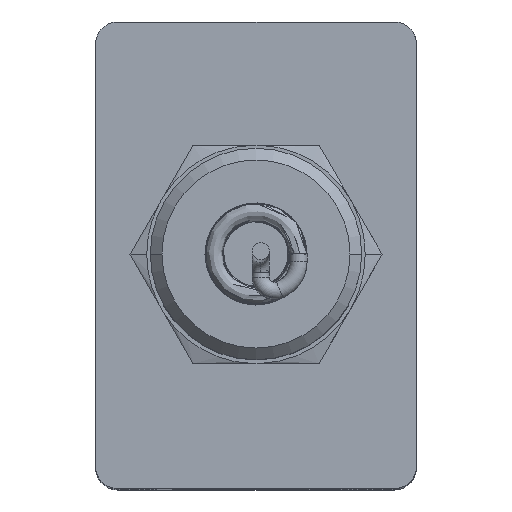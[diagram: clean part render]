
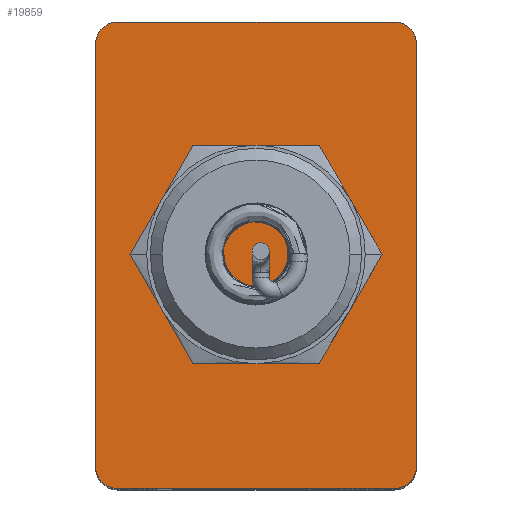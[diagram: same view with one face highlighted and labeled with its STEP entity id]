
A CAD part, top view. The second image highlights one B-rep face of the part: STEP entity #19859.
In plain terms, the highlighted planar face has unit normal (0, 0, 1).
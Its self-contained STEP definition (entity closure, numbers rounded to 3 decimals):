
#154=CARTESIAN_POINT('',(-10.561,15.561,24.75));
#155=VERTEX_POINT('',#154);
#177=CARTESIAN_POINT('',(-11.0,14.5,24.75));
#178=VERTEX_POINT('',#177);
#185=CARTESIAN_POINT('',(-9.5,14.5,24.75));
#186=DIRECTION('',(0.0,0.0,-1.));
#187=DIRECTION('',(-0.707,0.707,0.0));
#188=AXIS2_PLACEMENT_3D('',#185,#186,#187);
#189=CIRCLE('',#188,1.5);
#190=EDGE_CURVE('',#178,#155,#189,.T.);
#873=CARTESIAN_POINT('',(10.561,-15.561,24.75));
#874=VERTEX_POINT('',#873);
#904=CARTESIAN_POINT('',(11.,-14.5,24.75));
#905=VERTEX_POINT('',#904);
#912=CARTESIAN_POINT('',(9.5,-14.5,24.75));
#913=DIRECTION('',(0.0,0.0,-1.));
#914=DIRECTION('',(0.707,-0.707,0.0));
#915=AXIS2_PLACEMENT_3D('',#912,#913,#914);
#916=CIRCLE('',#915,1.5);
#917=EDGE_CURVE('',#905,#874,#916,.T.);
#929=CARTESIAN_POINT('',(10.561,15.561,24.75));
#930=VERTEX_POINT('',#929);
#950=CARTESIAN_POINT('',(9.5,16.,24.75));
#951=VERTEX_POINT('',#950);
#958=CARTESIAN_POINT('',(9.5,14.5,24.75));
#959=DIRECTION('',(0.0,0.0,-1.));
#960=DIRECTION('',(0.707,0.707,0.0));
#961=AXIS2_PLACEMENT_3D('',#958,#959,#960);
#962=CIRCLE('',#961,1.5);
#963=EDGE_CURVE('',#951,#930,#962,.T.);
#1138=CARTESIAN_POINT('',(-10.561,-15.561,24.75));
#1139=VERTEX_POINT('',#1138);
#1186=CARTESIAN_POINT('',(-9.5,-16.,24.75));
#1187=VERTEX_POINT('',#1186);
#1194=CARTESIAN_POINT('',(-9.5,-14.5,24.75));
#1195=DIRECTION('',(0.0,0.0,-1.));
#1196=DIRECTION('',(-0.707,-0.707,0.0));
#1197=AXIS2_PLACEMENT_3D('',#1194,#1195,#1196);
#1198=CIRCLE('',#1197,1.5);
#1199=EDGE_CURVE('',#1187,#1139,#1198,.T.);
#19119=CARTESIAN_POINT('',(-11.0,-14.5,24.75));
#19120=VERTEX_POINT('',#19119);
#19127=CARTESIAN_POINT('',(-11.0,-14.5,24.75));
#19128=DIRECTION('',(0.0,1.0,0.0));
#19129=VECTOR('',#19128,29.0);
#19130=LINE('',#19127,#19129);
#19131=EDGE_CURVE('',#19120,#178,#19130,.T.);
#19188=CARTESIAN_POINT('',(-9.5,-14.5,24.75));
#19189=DIRECTION('',(0.0,0.0,-1.));
#19190=DIRECTION('',(-0.707,-0.707,0.0));
#19191=AXIS2_PLACEMENT_3D('',#19188,#19189,#19190);
#19192=CIRCLE('',#19191,1.5);
#19193=EDGE_CURVE('',#1139,#19120,#19192,.T.);
#19367=CARTESIAN_POINT('',(11.,14.5,24.75));
#19368=VERTEX_POINT('',#19367);
#19375=CARTESIAN_POINT('',(11.,14.5,24.75));
#19376=DIRECTION('',(0.0,-1.0,0.0));
#19377=VECTOR('',#19376,29.0);
#19378=LINE('',#19375,#19377);
#19379=EDGE_CURVE('',#19368,#905,#19378,.T.);
#19468=CARTESIAN_POINT('',(9.5,14.5,24.75));
#19469=DIRECTION('',(0.0,0.0,-1.));
#19470=DIRECTION('',(0.707,0.707,0.0));
#19471=AXIS2_PLACEMENT_3D('',#19468,#19469,#19470);
#19472=CIRCLE('',#19471,1.5);
#19473=EDGE_CURVE('',#930,#19368,#19472,.T.);
#19486=CARTESIAN_POINT('',(9.5,-16.,24.75));
#19487=VERTEX_POINT('',#19486);
#19488=CARTESIAN_POINT('',(9.5,-14.5,24.75));
#19489=DIRECTION('',(0.0,0.0,-1.));
#19490=DIRECTION('',(0.707,-0.707,0.0));
#19491=AXIS2_PLACEMENT_3D('',#19488,#19489,#19490);
#19492=CIRCLE('',#19491,1.5);
#19493=EDGE_CURVE('',#874,#19487,#19492,.T.);
#19670=CARTESIAN_POINT('',(-9.5,16.,24.75));
#19671=VERTEX_POINT('',#19670);
#19678=CARTESIAN_POINT('',(-9.5,16.,24.75));
#19679=DIRECTION('',(1.0,0.0,0.0));
#19680=VECTOR('',#19679,19.0);
#19681=LINE('',#19678,#19680);
#19682=EDGE_CURVE('',#19671,#951,#19681,.T.);
#19755=CARTESIAN_POINT('',(9.5,-16.,24.75));
#19756=DIRECTION('',(-1.0,0.0,0.0));
#19757=VECTOR('',#19756,19.);
#19758=LINE('',#19755,#19757);
#19759=EDGE_CURVE('',#19487,#1187,#19758,.T.);
#19834=CARTESIAN_POINT('',(0.,0.,24.75));
#19835=DIRECTION('',(0.0,0.0,1.0));
#19836=DIRECTION('',(1.0,0.0,0.0));
#19837=AXIS2_PLACEMENT_3D('',#19834,#19835,#19836);
#19838=PLANE('',#19837);
#19839=ORIENTED_EDGE('',*,*,#1199,.F.);
#19840=ORIENTED_EDGE('',*,*,#19759,.F.);
#19841=ORIENTED_EDGE('',*,*,#19493,.F.);
#19842=ORIENTED_EDGE('',*,*,#917,.F.);
#19843=ORIENTED_EDGE('',*,*,#19379,.F.);
#19844=ORIENTED_EDGE('',*,*,#19473,.F.);
#19845=ORIENTED_EDGE('',*,*,#963,.F.);
#19846=ORIENTED_EDGE('',*,*,#19682,.F.);
#19847=CARTESIAN_POINT('',(-9.5,14.5,24.75));
#19848=DIRECTION('',(0.0,0.0,-1.));
#19849=DIRECTION('',(-0.707,0.707,0.0));
#19850=AXIS2_PLACEMENT_3D('',#19847,#19848,#19849);
#19851=CIRCLE('',#19850,1.5);
#19852=EDGE_CURVE('',#155,#19671,#19851,.T.);
#19853=ORIENTED_EDGE('',*,*,#19852,.F.);
#19854=ORIENTED_EDGE('',*,*,#190,.F.);
#19855=ORIENTED_EDGE('',*,*,#19131,.F.);
#19856=ORIENTED_EDGE('',*,*,#19193,.F.);
#19857=EDGE_LOOP('',(#19839,#19840,#19841,#19842,#19843,#19844,#19845,#19846,#19853,#19854,#19855,#19856));
#19858=FACE_OUTER_BOUND('',#19857,.T.);
#19859=ADVANCED_FACE('',(#19858),#19838,.T.);
